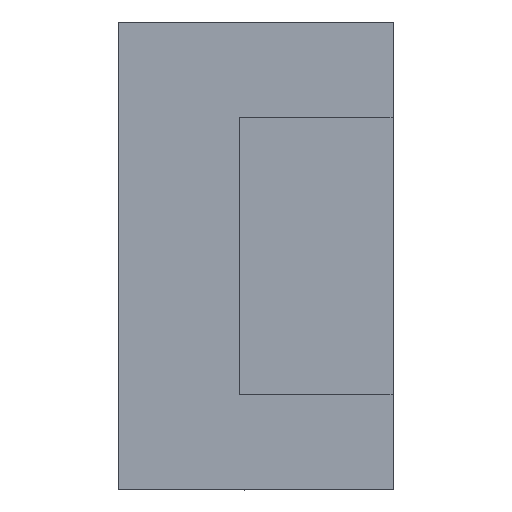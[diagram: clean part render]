
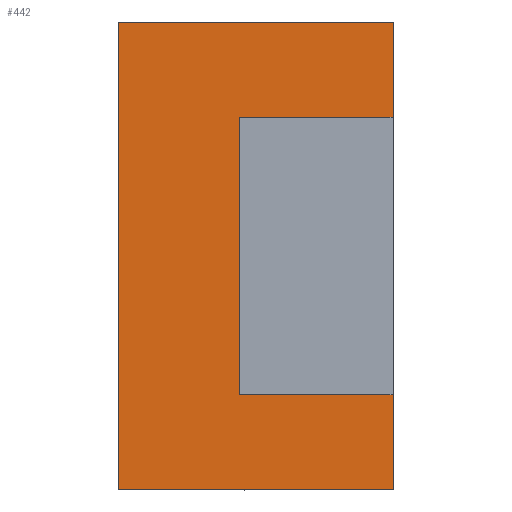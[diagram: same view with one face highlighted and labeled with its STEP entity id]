
A CAD part, left-side view. The second image highlights one B-rep face of the part: STEP entity #442.
In plain terms, the highlighted planar face has unit normal (-1, 0, 0).
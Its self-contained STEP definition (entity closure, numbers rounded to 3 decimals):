
#33=PLANE('',#497);
#55=FACE_OUTER_BOUND('',#82,.T.);
#82=EDGE_LOOP('',(#391,#392,#393,#394,#395,#396,#397,#398));
#104=LINE('',#695,#150);
#110=LINE('',#714,#156);
#113=LINE('',#720,#159);
#116=LINE('',#726,#162);
#118=LINE('',#729,#164);
#122=LINE('',#736,#168);
#130=LINE('',#753,#176);
#131=LINE('',#754,#177);
#150=VECTOR('',#552,10.);
#156=VECTOR('',#568,10.);
#159=VECTOR('',#573,10.);
#162=VECTOR('',#578,10.);
#164=VECTOR('',#582,10.);
#168=VECTOR('',#588,10.);
#176=VECTOR('',#608,10.);
#177=VECTOR('',#609,10.);
#215=VERTEX_POINT('',#692);
#216=VERTEX_POINT('',#694);
#223=VERTEX_POINT('',#711);
#224=VERTEX_POINT('',#713);
#226=VERTEX_POINT('',#719);
#228=VERTEX_POINT('',#725);
#230=VERTEX_POINT('',#734);
#233=VERTEX_POINT('',#752);
#262=EDGE_CURVE('',#215,#216,#104,.T.);
#271=EDGE_CURVE('',#224,#223,#110,.T.);
#274=EDGE_CURVE('',#226,#224,#113,.T.);
#277=EDGE_CURVE('',#228,#226,#116,.T.);
#279=EDGE_CURVE('',#228,#215,#118,.T.);
#283=EDGE_CURVE('',#230,#223,#122,.T.);
#291=EDGE_CURVE('',#233,#230,#130,.T.);
#292=EDGE_CURVE('',#233,#216,#131,.T.);
#391=ORIENTED_EDGE('',*,*,#271,.T.);
#392=ORIENTED_EDGE('',*,*,#283,.F.);
#393=ORIENTED_EDGE('',*,*,#291,.F.);
#394=ORIENTED_EDGE('',*,*,#292,.T.);
#395=ORIENTED_EDGE('',*,*,#262,.F.);
#396=ORIENTED_EDGE('',*,*,#279,.F.);
#397=ORIENTED_EDGE('',*,*,#277,.T.);
#398=ORIENTED_EDGE('',*,*,#274,.T.);
#442=ADVANCED_FACE('',(#55),#33,.T.);
#497=AXIS2_PLACEMENT_3D('',#751,#606,#607);
#552=DIRECTION('',(0.,1.,0.));
#568=DIRECTION('',(0.,-1.,0.));
#573=DIRECTION('',(0.,0.,1.));
#578=DIRECTION('',(0.,1.,0.));
#582=DIRECTION('',(0.,0.,-1.));
#588=DIRECTION('',(0.,0.,-1.));
#606=DIRECTION('center_axis',(-1.,0.,0.));
#607=DIRECTION('ref_axis',(0.,1.,0.));
#608=DIRECTION('',(0.,-1.,0.));
#609=DIRECTION('',(0.,0.,-1.));
#692=CARTESIAN_POINT('',(-2.772,0.,-15.2));
#694=CARTESIAN_POINT('',(-2.772,8.9,-15.2));
#695=CARTESIAN_POINT('',(-2.772,8.9,-15.2));
#711=CARTESIAN_POINT('',(-2.772,0.,-3.1));
#713=CARTESIAN_POINT('',(-2.772,5.,-3.1));
#714=CARTESIAN_POINT('',(-2.772,2.5,-3.1));
#719=CARTESIAN_POINT('',(-2.772,5.,-12.1));
#720=CARTESIAN_POINT('',(-2.772,5.,-6.05));
#725=CARTESIAN_POINT('',(-2.772,0.,-12.1));
#726=CARTESIAN_POINT('',(-2.772,0.,-12.1));
#729=CARTESIAN_POINT('',(-2.772,0.,0.));
#734=CARTESIAN_POINT('',(-2.772,0.,0.));
#736=CARTESIAN_POINT('',(-2.772,0.,0.));
#751=CARTESIAN_POINT('Origin',(-2.772,0.,0.));
#752=CARTESIAN_POINT('',(-2.772,8.9,0.));
#753=CARTESIAN_POINT('',(-2.772,8.9,0.));
#754=CARTESIAN_POINT('',(-2.772,8.9,0.));
